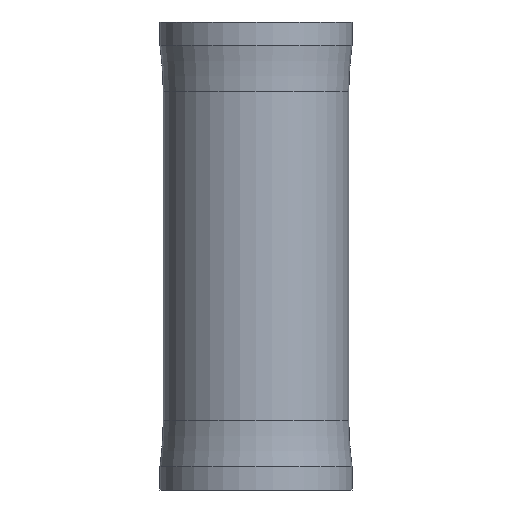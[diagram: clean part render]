
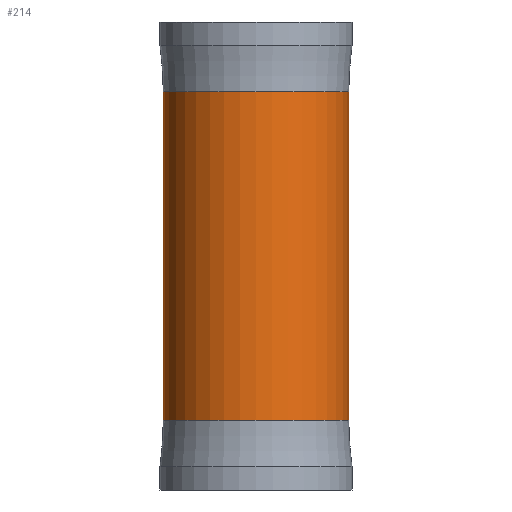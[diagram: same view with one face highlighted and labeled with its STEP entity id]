
A CAD part, front view. The second image highlights one B-rep face of the part: STEP entity #214.
In plain terms, the highlighted cylindrical face has radius 19.837 mm (diameter 39.675 mm), a partial arc.
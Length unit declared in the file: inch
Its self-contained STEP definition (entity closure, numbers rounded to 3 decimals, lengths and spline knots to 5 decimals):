
#61 = CYLINDRICAL_SURFACE ( 'NONE', #130, 0.781 ) ;
#62 = ORIENTED_EDGE ( 'NONE', *, *, #493, .T. ) ;
#66 = DIRECTION ( 'NONE',  ( 0., 0., 1. ) ) ;
#92 = VERTEX_POINT ( 'NONE', #310 ) ;
#93 = DIRECTION ( 'NONE',  ( 0., 0., 1. ) ) ;
#105 = EDGE_CURVE ( 'NONE', #603, #532, #572, .T. ) ;
#130 = AXIS2_PLACEMENT_3D ( 'NONE', #269, #380, #218 ) ;
#149 = DIRECTION ( 'NONE',  ( 1., 0., 0. ) ) ;
#153 = CIRCLE ( 'NONE', #474, 0.781 ) ;
#210 = EDGE_CURVE ( 'NONE', #92, #532, #479, .T. ) ;
#214 = ADVANCED_FACE ( 'NONE', ( #427 ), #61, .T. ) ;
#218 = DIRECTION ( 'NONE',  ( 1., 0., 0. ) ) ;
#239 = VECTOR ( 'NONE', #93, 39.37008 ) ;
#243 = CARTESIAN_POINT ( 'NONE',  ( 0.781, 0., -0.58846 ) ) ;
#269 = CARTESIAN_POINT ( 'NONE',  ( 0., 0., -6.22379 ) ) ;
#310 = CARTESIAN_POINT ( 'NONE',  ( -0.781, 0., -3.34854 ) ) ;
#326 = ORIENTED_EDGE ( 'NONE', *, *, #210, .F. ) ;
#351 = ORIENTED_EDGE ( 'NONE', *, *, #547, .T. ) ;
#380 = DIRECTION ( 'NONE',  ( 0., 0., 1. ) ) ;
#399 = VERTEX_POINT ( 'NONE', #604 ) ;
#427 = FACE_OUTER_BOUND ( 'NONE', #483, .T. ) ;
#438 = DIRECTION ( 'NONE',  ( -1., 0., 0. ) ) ;
#444 = VECTOR ( 'NONE', #66, 39.37008 ) ;
#459 = CARTESIAN_POINT ( 'NONE',  ( 0., 0., -0.58846 ) ) ;
#474 = AXIS2_PLACEMENT_3D ( 'NONE', #497, #546, #438 ) ;
#476 = ORIENTED_EDGE ( 'NONE', *, *, #105, .T. ) ;
#479 = LINE ( 'NONE', #522, #444 ) ;
#483 = EDGE_LOOP ( 'NONE', ( #326, #351, #62, #476 ) ) ;
#493 = EDGE_CURVE ( 'NONE', #399, #603, #619, .T. ) ;
#497 = CARTESIAN_POINT ( 'NONE',  ( 0., 0., -3.34854 ) ) ;
#522 = CARTESIAN_POINT ( 'NONE',  ( -0.781, 0., -6.22379 ) ) ;
#532 = VERTEX_POINT ( 'NONE', #634 ) ;
#540 = AXIS2_PLACEMENT_3D ( 'NONE', #459, #611, #149 ) ;
#546 = DIRECTION ( 'NONE',  ( 0., 0., 1. ) ) ;
#547 = EDGE_CURVE ( 'NONE', #92, #399, #153, .T. ) ;
#565 = CARTESIAN_POINT ( 'NONE',  ( 0.781, 0., -6.22379 ) ) ;
#572 = CIRCLE ( 'NONE', #540, 0.781 ) ;
#603 = VERTEX_POINT ( 'NONE', #243 ) ;
#604 = CARTESIAN_POINT ( 'NONE',  ( 0.781, 0., -3.34854 ) ) ;
#611 = DIRECTION ( 'NONE',  ( 0., 0., -1. ) ) ;
#619 = LINE ( 'NONE', #565, #239 ) ;
#634 = CARTESIAN_POINT ( 'NONE',  ( -0.781, 0., -0.58846 ) ) ;
